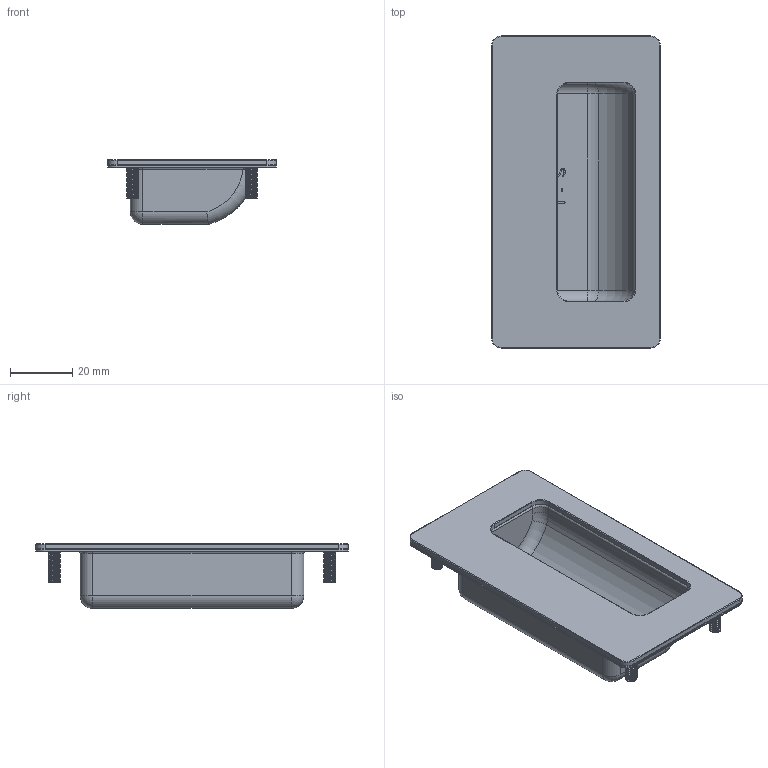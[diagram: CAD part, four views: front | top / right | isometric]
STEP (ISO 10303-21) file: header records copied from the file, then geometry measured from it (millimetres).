
FILE_DESCRIPTION (( 'STEP AP214' ), '1' );
FILE_NAME ('HPS-1181-2.STEP', '2020-02-10T06:58:46', ( '' ), ( '' ), 'SwSTEP 2.0', 'SolidWorks 2016', '' );
FILE_SCHEMA (( 'AUTOMOTIVE_DESIGN' ));
Length unit declared in the file: millimetre
Products named in the file (3): 醱啣; 取手; HPS-1181-2
Assembly tree (2 placements, depth 2):
  HPS-1181-2
    醱啣
    取手
Bounding box: 54 x 100 x 20.8 mm (x, y, z)
Volume: 13695.3 mm3; surface area: 25497.6 mm2
Topology: 2 solids, 2 shells, 615 faces, 1616 edges, 1040 vertices
Faces by surface type: plane 195, cylinder 188, bspline 174, torus 54, sphere 4
Entity records: 33777 total; most frequent: CARTESIAN_POINT 20231, ORIENTED_EDGE 3224, DIRECTION 2158, EDGE_CURVE 1612, VERTEX_POINT 1040, VECTOR 806, LINE 806, AXIS2_PLACEMENT_3D 676
